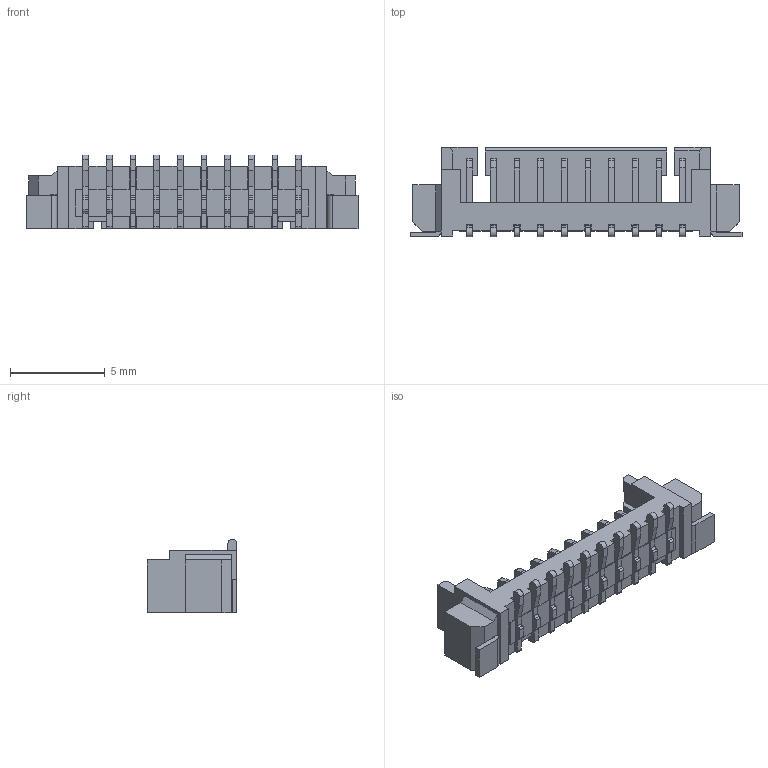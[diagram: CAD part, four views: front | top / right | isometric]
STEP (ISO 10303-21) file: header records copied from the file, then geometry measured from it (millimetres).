
FILE_DESCRIPTION (( 'STEP AP214' ), '1' );
FILE_NAME ('FWF12505-S10S24W5M-REF.STEP', '2025-04-09T06:43:54', ( '' ), ( '' ), 'SwSTEP 2.0', 'SolidWorks 2021', '' );
FILE_SCHEMA (( 'AUTOMOTIVE_DESIGN' ));
Length unit declared in the file: millimetre
Products named in the file (1): FWF12505-S10S24W5M-REF
Bounding box: 17.55 x 4.74 x 3.9 mm (x, y, z)
Volume: 121.5 mm3; surface area: 424.4 mm2
Topology: 1 solids, 1 shells, 484 faces, 1415 edges, 939 vertices
Faces by surface type: plane 378, cylinder 106
Entity records: 15937 total; most frequent: CARTESIAN_POINT 2839, ORIENTED_EDGE 2830, DIRECTION 2597, EDGE_CURVE 1415, LINE 1203, VECTOR 1203, VERTEX_POINT 939, AXIS2_PLACEMENT_3D 697
